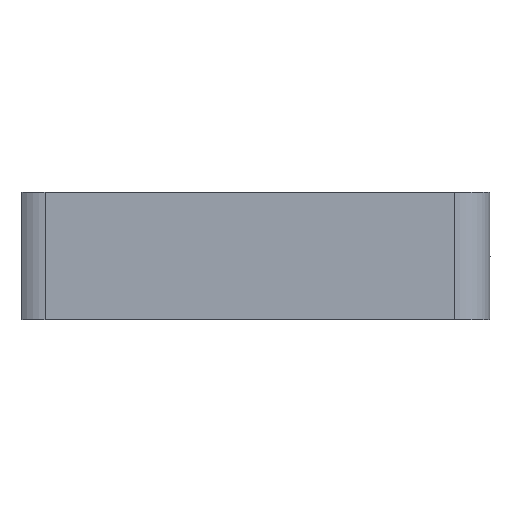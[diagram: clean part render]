
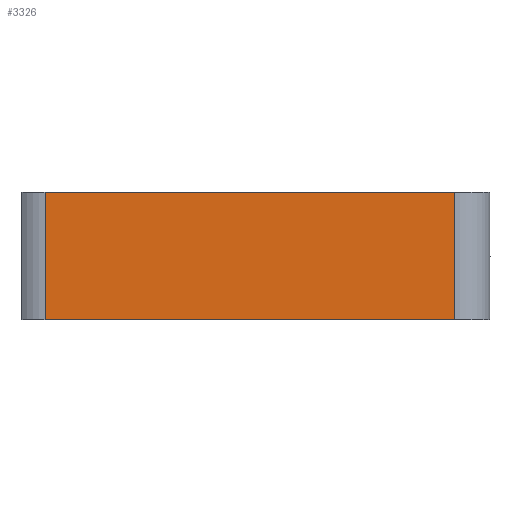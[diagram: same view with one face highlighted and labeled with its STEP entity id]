
A CAD part, front view. The second image highlights one B-rep face of the part: STEP entity #3326.
In plain terms, the highlighted face is planar.
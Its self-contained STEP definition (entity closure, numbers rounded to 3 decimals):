
#12 = CARTESIAN_POINT ( 'NONE',  ( -2.7, 66.5, -7.5 ) ) ;
#97 = CARTESIAN_POINT ( 'NONE',  ( -50.7, 66.5, 7.5 ) ) ;
#151 = PLANE ( 'NONE',  #258 ) ;
#200 = DIRECTION ( 'NONE',  ( 0., -1., 0. ) ) ;
#243 = EDGE_CURVE ( 'NONE', #2722, #2902, #921, .T. ) ;
#258 = AXIS2_PLACEMENT_3D ( 'NONE', #2613, #200, #448 ) ;
#295 = CARTESIAN_POINT ( 'NONE',  ( -2.7, 66.5, 7.5 ) ) ;
#423 = VECTOR ( 'NONE', #2704, 1000. ) ;
#448 = DIRECTION ( 'NONE',  ( 0., 0., -1. ) ) ;
#450 = CARTESIAN_POINT ( 'NONE',  ( -50.7, 66.5, 7.5 ) ) ;
#484 = EDGE_CURVE ( 'NONE', #2722, #3511, #692, .T. ) ;
#622 = VECTOR ( 'NONE', #1022, 1000. ) ;
#624 = EDGE_CURVE ( 'NONE', #3511, #676, #1563, .T. ) ;
#676 = VERTEX_POINT ( 'NONE', #1898 ) ;
#692 = LINE ( 'NONE', #3621, #423 ) ;
#757 = EDGE_LOOP ( 'NONE', ( #762, #1016, #1497, #2156 ) ) ;
#762 = ORIENTED_EDGE ( 'NONE', *, *, #3462, .T. ) ;
#921 = LINE ( 'NONE', #2717, #1859 ) ;
#1001 = FACE_OUTER_BOUND ( 'NONE', #757, .T. ) ;
#1016 = ORIENTED_EDGE ( 'NONE', *, *, #624, .F. ) ;
#1022 = DIRECTION ( 'NONE',  ( 0., 0., -1. ) ) ;
#1497 = ORIENTED_EDGE ( 'NONE', *, *, #484, .F. ) ;
#1563 = LINE ( 'NONE', #450, #622 ) ;
#1859 = VECTOR ( 'NONE', #2709, 1000. ) ;
#1898 = CARTESIAN_POINT ( 'NONE',  ( -50.7, 66.5, -7.5 ) ) ;
#2156 = ORIENTED_EDGE ( 'NONE', *, *, #243, .T. ) ;
#2613 = CARTESIAN_POINT ( 'NONE',  ( -50.7, 66.5, 7.5 ) ) ;
#2704 = DIRECTION ( 'NONE',  ( -1., 0., 0. ) ) ;
#2709 = DIRECTION ( 'NONE',  ( 0., 0., -1. ) ) ;
#2712 = CARTESIAN_POINT ( 'NONE',  ( -50.7, 66.5, -7.5 ) ) ;
#2717 = CARTESIAN_POINT ( 'NONE',  ( -2.7, 66.5, 7.5 ) ) ;
#2722 = VERTEX_POINT ( 'NONE', #295 ) ;
#2902 = VERTEX_POINT ( 'NONE', #12 ) ;
#2952 = VECTOR ( 'NONE', #3007, 1000. ) ;
#3007 = DIRECTION ( 'NONE',  ( -1., 0., 0. ) ) ;
#3326 = ADVANCED_FACE ( 'NONE', ( #1001 ), #151, .F. ) ;
#3462 = EDGE_CURVE ( 'NONE', #2902, #676, #3763, .T. ) ;
#3511 = VERTEX_POINT ( 'NONE', #97 ) ;
#3621 = CARTESIAN_POINT ( 'NONE',  ( -50.7, 66.5, 7.5 ) ) ;
#3763 = LINE ( 'NONE', #2712, #2952 ) ;
